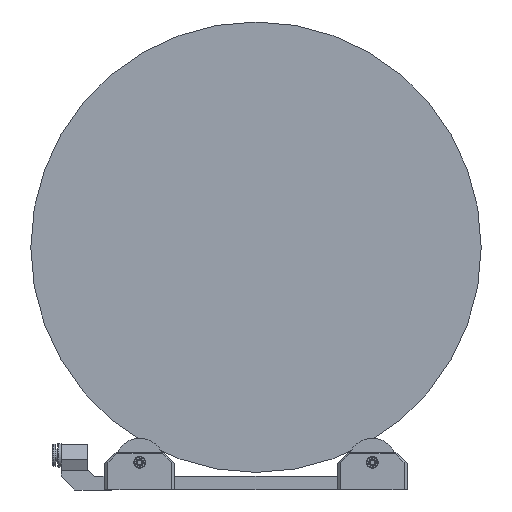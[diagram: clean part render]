
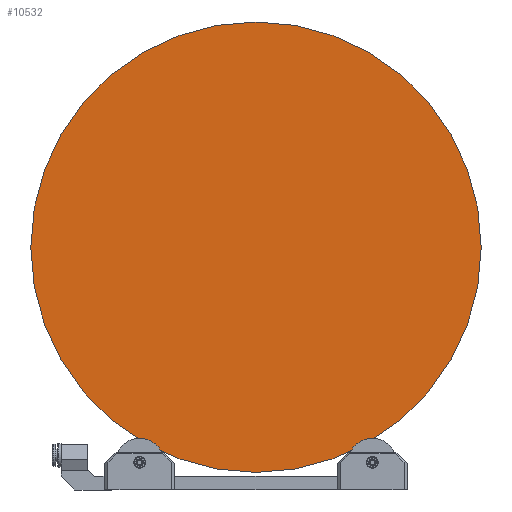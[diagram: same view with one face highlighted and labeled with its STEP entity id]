
A CAD part, front view. The second image highlights one B-rep face of the part: STEP entity #10532.
In plain terms, the highlighted planar face has unit normal (0, -1, 0).
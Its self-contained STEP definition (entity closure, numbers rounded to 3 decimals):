
#670=PLANE('',#11231);
#1011=FACE_OUTER_BOUND('',#1644,.T.);
#1644=EDGE_LOOP('',(#7226));
#4193=CIRCLE('',#11230,100.);
#4600=VERTEX_POINT('',#15174);
#5628=EDGE_CURVE('',#4600,#4600,#4193,.T.);
#7226=ORIENTED_EDGE('',*,*,#5628,.T.);
#10532=ADVANCED_FACE('',(#1011),#670,.T.);
#11230=AXIS2_PLACEMENT_3D('',#15176,#12244,#12245);
#11231=AXIS2_PLACEMENT_3D('',#15177,#12246,#12247);
#12244=DIRECTION('center_axis',(0.,-1.,0.));
#12245=DIRECTION('ref_axis',(1.,0.,0.));
#12246=DIRECTION('center_axis',(0.,-1.,0.));
#12247=DIRECTION('ref_axis',(-1.,0.,0.));
#15174=CARTESIAN_POINT('',(-151.67,6.759,95.577));
#15176=CARTESIAN_POINT('Origin',(-51.67,6.759,95.577));
#15177=CARTESIAN_POINT('Origin',(-51.67,6.759,95.577));
